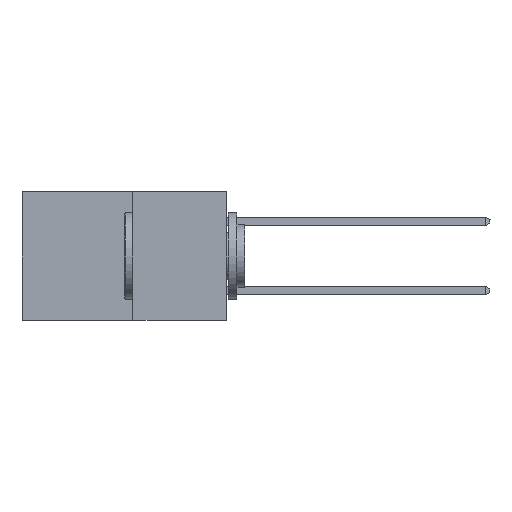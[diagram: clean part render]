
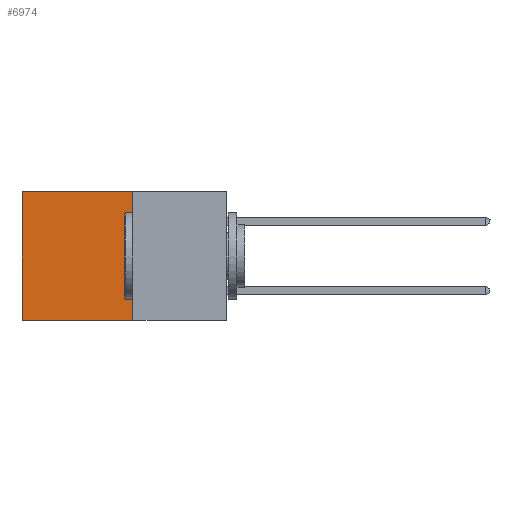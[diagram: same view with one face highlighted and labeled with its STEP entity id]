
A CAD part, left-side view. The second image highlights one B-rep face of the part: STEP entity #6974.
In plain terms, the highlighted planar face has unit normal (-1, 0, 0).
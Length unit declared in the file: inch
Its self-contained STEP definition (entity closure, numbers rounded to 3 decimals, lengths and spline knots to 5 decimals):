
#1180 = VERTEX_POINT ( 'NONE', #4908 ) ;
#1283 = LINE ( 'NONE', #9073, #20902 ) ;
#2331 = EDGE_CURVE ( 'NONE', #19406, #16034, #9043, .T. ) ;
#2819 = ORIENTED_EDGE ( 'NONE', *, *, #23114, .F. ) ;
#3233 = ORIENTED_EDGE ( 'NONE', *, *, #12624, .T. ) ;
#3322 = EDGE_LOOP ( 'NONE', ( #10397, #16462, #2819, #3233 ) ) ;
#3718 = CARTESIAN_POINT ( 'NONE',  ( 0.277, 0.27, 0. ) ) ;
#3938 = VECTOR ( 'NONE', #12990, 39.37008 ) ;
#4610 = VECTOR ( 'NONE', #15173, 39.37008 ) ;
#4908 = CARTESIAN_POINT ( 'NONE',  ( 0.277, 0.27, -0.37 ) ) ;
#6547 = VERTEX_POINT ( 'NONE', #3718 ) ;
#6974 = ADVANCED_FACE ( 'NONE', ( #12294 ), #14473, .F. ) ;
#7886 = LINE ( 'NONE', #23740, #17338 ) ;
#9043 = LINE ( 'NONE', #22551, #3938 ) ;
#9073 = CARTESIAN_POINT ( 'NONE',  ( 0.277, 0.27, 0. ) ) ;
#9722 = LINE ( 'NONE', #17049, #4610 ) ;
#10397 = ORIENTED_EDGE ( 'NONE', *, *, #2331, .T. ) ;
#12294 = FACE_OUTER_BOUND ( 'NONE', #3322, .T. ) ;
#12624 = EDGE_CURVE ( 'NONE', #6547, #19406, #1283, .T. ) ;
#12990 = DIRECTION ( 'NONE',  ( 0., 0., -1. ) ) ;
#13392 = EDGE_CURVE ( 'NONE', #1180, #16034, #9722, .T. ) ;
#13424 = DIRECTION ( 'NONE',  ( 0., 0., -1. ) ) ;
#13913 = DIRECTION ( 'NONE',  ( 1., 0., 0. ) ) ;
#13941 = CARTESIAN_POINT ( 'NONE',  ( 0.277, 0.27, -0.37 ) ) ;
#14473 = PLANE ( 'NONE',  #16635 ) ;
#15173 = DIRECTION ( 'NONE',  ( 0., 1., 0. ) ) ;
#16034 = VERTEX_POINT ( 'NONE', #20315 ) ;
#16462 = ORIENTED_EDGE ( 'NONE', *, *, #13392, .F. ) ;
#16635 = AXIS2_PLACEMENT_3D ( 'NONE', #13941, #13913, #13424 ) ;
#16754 = DIRECTION ( 'NONE',  ( 0., 1., 0. ) ) ;
#17049 = CARTESIAN_POINT ( 'NONE',  ( 0.277, 0.27, -0.37 ) ) ;
#17338 = VECTOR ( 'NONE', #20127, 39.37008 ) ;
#19406 = VERTEX_POINT ( 'NONE', #20518 ) ;
#20127 = DIRECTION ( 'NONE',  ( 0., 0., -1. ) ) ;
#20315 = CARTESIAN_POINT ( 'NONE',  ( 0.277, 0.59, -0.37 ) ) ;
#20518 = CARTESIAN_POINT ( 'NONE',  ( 0.277, 0.59, 0. ) ) ;
#20902 = VECTOR ( 'NONE', #16754, 39.37008 ) ;
#22551 = CARTESIAN_POINT ( 'NONE',  ( 0.277, 0.59, -0.37 ) ) ;
#23114 = EDGE_CURVE ( 'NONE', #6547, #1180, #7886, .T. ) ;
#23740 = CARTESIAN_POINT ( 'NONE',  ( 0.277, 0.27, -0.37 ) ) ;
